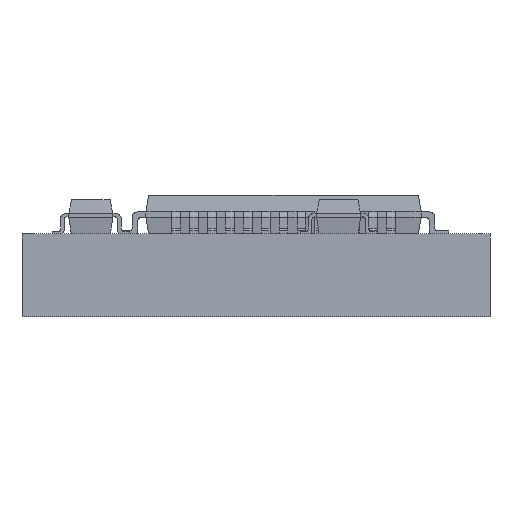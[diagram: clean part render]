
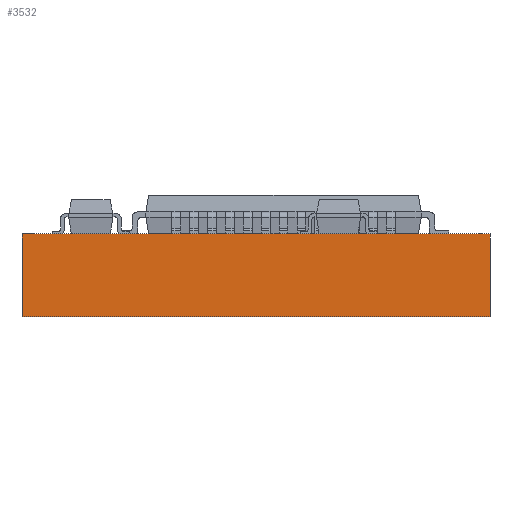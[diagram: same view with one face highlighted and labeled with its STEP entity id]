
A CAD part, front view. The second image highlights one B-rep face of the part: STEP entity #3532.
In plain terms, the highlighted planar face has unit normal (0, -1, 0).
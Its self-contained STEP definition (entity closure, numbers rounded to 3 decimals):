
#95 = PLANE('',#96);
#96 = AXIS2_PLACEMENT_3D('',#97,#98,#99);
#97 = CARTESIAN_POINT('',(-8.5,15.3,3.));
#98 = DIRECTION('',(0.,0.,1.));
#99 = DIRECTION('',(1.,0.,0.));
#149 = PLANE('',#150);
#150 = AXIS2_PLACEMENT_3D('',#151,#152,#153);
#151 = CARTESIAN_POINT('',(-8.5,15.3,0.));
#152 = DIRECTION('',(0.,0.,1.));
#153 = DIRECTION('',(1.,0.,0.));
#970 = VERTEX_POINT('',#971);
#971 = CARTESIAN_POINT('',(-8.5,-15.3,0.));
#985 = PLANE('',#986);
#986 = AXIS2_PLACEMENT_3D('',#987,#988,#989);
#987 = CARTESIAN_POINT('',(-8.5,-15.3,0.));
#988 = DIRECTION('',(-1.,0.,0.));
#989 = DIRECTION('',(0.,1.,0.));
#997 = EDGE_CURVE('',#998,#970,#1000,.T.);
#998 = VERTEX_POINT('',#999);
#999 = CARTESIAN_POINT('',(8.5,-15.3,0.));
#1000 = SURFACE_CURVE('',#1001,(#1005,#1012),.PCURVE_S1.);
#1001 = LINE('',#1002,#1003);
#1002 = CARTESIAN_POINT('',(8.5,-15.3,0.));
#1003 = VECTOR('',#1004,1.);
#1004 = DIRECTION('',(-1.,0.,0.));
#1005 = PCURVE('',#149,#1006);
#1006 = DEFINITIONAL_REPRESENTATION('',(#1007),#1011);
#1007 = LINE('',#1008,#1009);
#1008 = CARTESIAN_POINT('',(17.,-30.6));
#1009 = VECTOR('',#1010,1.);
#1010 = DIRECTION('',(-1.,0.));
#1011 = ( GEOMETRIC_REPRESENTATION_CONTEXT(2) 
PARAMETRIC_REPRESENTATION_CONTEXT() REPRESENTATION_CONTEXT('2D SPACE',''
  ) );
#1012 = PCURVE('',#1013,#1018);
#1013 = PLANE('',#1014);
#1014 = AXIS2_PLACEMENT_3D('',#1015,#1016,#1017);
#1015 = CARTESIAN_POINT('',(8.5,-15.3,0.));
#1016 = DIRECTION('',(0.,-1.,0.));
#1017 = DIRECTION('',(-1.,0.,0.));
#1018 = DEFINITIONAL_REPRESENTATION('',(#1019),#1023);
#1019 = LINE('',#1020,#1021);
#1020 = CARTESIAN_POINT('',(0.,-0.));
#1021 = VECTOR('',#1022,1.);
#1022 = DIRECTION('',(1.,0.));
#1023 = ( GEOMETRIC_REPRESENTATION_CONTEXT(2) 
PARAMETRIC_REPRESENTATION_CONTEXT() REPRESENTATION_CONTEXT('2D SPACE',''
  ) );
#1041 = PLANE('',#1042);
#1042 = AXIS2_PLACEMENT_3D('',#1043,#1044,#1045);
#1043 = CARTESIAN_POINT('',(8.5,15.3,0.));
#1044 = DIRECTION('',(1.,0.,0.));
#1045 = DIRECTION('',(0.,-1.,0.));
#2250 = VERTEX_POINT('',#2251);
#2251 = CARTESIAN_POINT('',(-8.5,-15.3,3.));
#2272 = EDGE_CURVE('',#2273,#2250,#2275,.T.);
#2273 = VERTEX_POINT('',#2274);
#2274 = CARTESIAN_POINT('',(8.5,-15.3,3.));
#2275 = SURFACE_CURVE('',#2276,(#2280,#2287),.PCURVE_S1.);
#2276 = LINE('',#2277,#2278);
#2277 = CARTESIAN_POINT('',(8.5,-15.3,3.));
#2278 = VECTOR('',#2279,1.);
#2279 = DIRECTION('',(-1.,0.,0.));
#2280 = PCURVE('',#95,#2281);
#2281 = DEFINITIONAL_REPRESENTATION('',(#2282),#2286);
#2282 = LINE('',#2283,#2284);
#2283 = CARTESIAN_POINT('',(17.,-30.6));
#2284 = VECTOR('',#2285,1.);
#2285 = DIRECTION('',(-1.,0.));
#2286 = ( GEOMETRIC_REPRESENTATION_CONTEXT(2) 
PARAMETRIC_REPRESENTATION_CONTEXT() REPRESENTATION_CONTEXT('2D SPACE',''
  ) );
#2287 = PCURVE('',#1013,#2288);
#2288 = DEFINITIONAL_REPRESENTATION('',(#2289),#2293);
#2289 = LINE('',#2290,#2291);
#2290 = CARTESIAN_POINT('',(0.,-3.));
#2291 = VECTOR('',#2292,1.);
#2292 = DIRECTION('',(1.,0.));
#2293 = ( GEOMETRIC_REPRESENTATION_CONTEXT(2) 
PARAMETRIC_REPRESENTATION_CONTEXT() REPRESENTATION_CONTEXT('2D SPACE',''
  ) );
#3512 = EDGE_CURVE('',#998,#2273,#3513,.T.);
#3513 = SURFACE_CURVE('',#3514,(#3518,#3525),.PCURVE_S1.);
#3514 = LINE('',#3515,#3516);
#3515 = CARTESIAN_POINT('',(8.5,-15.3,0.));
#3516 = VECTOR('',#3517,1.);
#3517 = DIRECTION('',(0.,0.,1.));
#3518 = PCURVE('',#1041,#3519);
#3519 = DEFINITIONAL_REPRESENTATION('',(#3520),#3524);
#3520 = LINE('',#3521,#3522);
#3521 = CARTESIAN_POINT('',(30.6,0.));
#3522 = VECTOR('',#3523,1.);
#3523 = DIRECTION('',(0.,-1.));
#3524 = ( GEOMETRIC_REPRESENTATION_CONTEXT(2) 
PARAMETRIC_REPRESENTATION_CONTEXT() REPRESENTATION_CONTEXT('2D SPACE',''
  ) );
#3525 = PCURVE('',#1013,#3526);
#3526 = DEFINITIONAL_REPRESENTATION('',(#3527),#3531);
#3527 = LINE('',#3528,#3529);
#3528 = CARTESIAN_POINT('',(0.,-0.));
#3529 = VECTOR('',#3530,1.);
#3530 = DIRECTION('',(0.,-1.));
#3531 = ( GEOMETRIC_REPRESENTATION_CONTEXT(2) 
PARAMETRIC_REPRESENTATION_CONTEXT() REPRESENTATION_CONTEXT('2D SPACE',''
  ) );
#3532 = ADVANCED_FACE('',(#3533),#1013,.T.);
#3533 = FACE_BOUND('',#3534,.T.);
#3534 = EDGE_LOOP('',(#3535,#3536,#3537,#3558));
#3535 = ORIENTED_EDGE('',*,*,#3512,.T.);
#3536 = ORIENTED_EDGE('',*,*,#2272,.T.);
#3537 = ORIENTED_EDGE('',*,*,#3538,.F.);
#3538 = EDGE_CURVE('',#970,#2250,#3539,.T.);
#3539 = SURFACE_CURVE('',#3540,(#3544,#3551),.PCURVE_S1.);
#3540 = LINE('',#3541,#3542);
#3541 = CARTESIAN_POINT('',(-8.5,-15.3,0.));
#3542 = VECTOR('',#3543,1.);
#3543 = DIRECTION('',(0.,0.,1.));
#3544 = PCURVE('',#1013,#3545);
#3545 = DEFINITIONAL_REPRESENTATION('',(#3546),#3550);
#3546 = LINE('',#3547,#3548);
#3547 = CARTESIAN_POINT('',(17.,0.));
#3548 = VECTOR('',#3549,1.);
#3549 = DIRECTION('',(0.,-1.));
#3550 = ( GEOMETRIC_REPRESENTATION_CONTEXT(2) 
PARAMETRIC_REPRESENTATION_CONTEXT() REPRESENTATION_CONTEXT('2D SPACE',''
  ) );
#3551 = PCURVE('',#985,#3552);
#3552 = DEFINITIONAL_REPRESENTATION('',(#3553),#3557);
#3553 = LINE('',#3554,#3555);
#3554 = CARTESIAN_POINT('',(0.,0.));
#3555 = VECTOR('',#3556,1.);
#3556 = DIRECTION('',(0.,-1.));
#3557 = ( GEOMETRIC_REPRESENTATION_CONTEXT(2) 
PARAMETRIC_REPRESENTATION_CONTEXT() REPRESENTATION_CONTEXT('2D SPACE',''
  ) );
#3558 = ORIENTED_EDGE('',*,*,#997,.F.);
